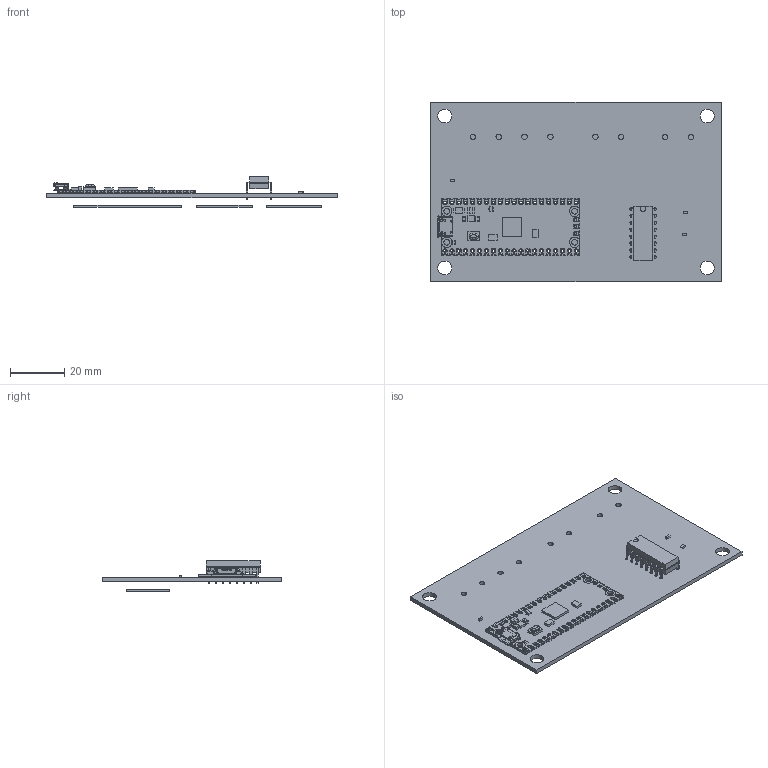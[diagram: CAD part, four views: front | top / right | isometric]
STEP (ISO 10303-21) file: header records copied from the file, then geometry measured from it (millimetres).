
FILE_DESCRIPTION(('Designed by EasyEDA Pro'),'2;1');
FILE_NAME('Open CASCADE Shape Model','2026-01-07T15:13:20',('Author'),( 'Open CASCADE'),'Open CASCADE STEP processor 7.8','Open CASCADE 7.8' ,'Unknown');
FILE_SCHEMA(('AUTOMOTIVE_DESIGN { 1 0 10303 214 1 1 1 1 }'));
Length unit declared in the file: millimetre
Products named in the file (16): EasyEDA PCB Model~7yiv; Board~7yiv; TopCopper~7yiv; BottomCopper~7yiv; TopFpcStiffener~7yiv; BottomFpcStiffener~7yiv; U1~DIP880W50P254L2000H510Q16~L293D--3DModel-STEP-418109.STEP~7yiv; DIP880W50P254L2000H510Q16~L293D--3DModel-STEP-418109.STEP~7yiv; PICO1~RASPBERRY_PI_PICO~RASPBERRY PI 
PICO--3DModel-STEP-269445.STEP~7yiv; RASPBERRY_PI_PICO~RASPBERRY PI PICO--3DModel-STEP-269445.STEP~7yiv; C1~C0603~C0603_L1.6-W0.8-H0.8~7yiv; C3~C0603~C0603_L1.6-W0.8-H0.8~7yiv; U2~CONN-TH_HB9500M-9.5-2P~CONN-TH_HB9500M-9.5-2P~7yiv; U3~CONN-TH_HB9500M-9.5-2P~CONN-TH_HB9500M-9.5-2P~7yiv; CN1~CONN-TH_4P-P9.50_WJHB9500M-9.5-04P-13-00A~CONN-TH_4P-P9.50_
WJHB9500M-9.5-04P-13-00A~7yiv; CONN-TH_4P-P9.50_WJHB9500M-9.5-04P-13-00A~CONN-TH_4P-P9.50_
WJHB9500M-9.5-04P-13-00A~7yiv
Assembly tree (18 placements, depth 3):
  EasyEDA PCB Model~7yiv
    Board~7yiv
    TopCopper~7yiv
    BottomCopper~7yiv
    TopFpcStiffener~7yiv
    BottomFpcStiffener~7yiv
    U1~DIP880W50P254L2000H510Q16~L293D--3DModel-STEP-418109.STEP~7yiv
      DIP880W50P254L2000H510Q16~L293D--3DModel-STEP-418109.STEP~7yiv
    PICO1~RASPBERRY_PI_PICO~RASPBERRY PI 
PICO--3DModel-STEP-269445.STEP~7yiv
      RASPBERRY_PI_PICO~RASPBERRY PI PICO--3DModel-STEP-269445.STEP~7yiv
    C1~C0603~C0603_L1.6-W0.8-H0.8~7yiv
      C3~C0603~C0603_L1.6-W0.8-H0.8~7yiv
    C3~C0603~C0603_L1.6-W0.8-H0.8~7yiv  x2
    U2~CONN-TH_HB9500M-9.5-2P~CONN-TH_HB9500M-9.5-2P~7yiv
      U3~CONN-TH_HB9500M-9.5-2P~CONN-TH_HB9500M-9.5-2P~7yiv
    U3~CONN-TH_HB9500M-9.5-2P~CONN-TH_HB9500M-9.5-2P~7yiv
    CN1~CONN-TH_4P-P9.50_WJHB9500M-9.5-04P-13-00A~CONN-TH_4P-P9.50_
WJHB9500M-9.5-04P-13-00A~7yiv
      CONN-TH_4P-P9.50_WJHB9500M-9.5-04P-13-00A~CONN-TH_4P-P9.50_
WJHB9500M-9.5-04P-13-00A~7yiv
Bounding box: 106.65 x 66.01 x 11.4 mm (x, y, z)
Volume: 13825.9 mm3; surface area: 21995.5 mm2
Topology: 118 solids, 118 shells, 1984 faces, 5018 edges, 3259 vertices
Faces by surface type: plane 1247, cylinder 680, bspline 36, sphere 8, torus 6, revolution 4, cone 3
Entity records: 61532 total; most frequent: CARTESIAN_POINT 10436, DIRECTION 10221, ORIENTED_EDGE 9948, EDGE_CURVE 4974, LINE 3549, VECTOR 3549, AXIS2_PLACEMENT_3D 3334, VERTEX_POINT 3235
